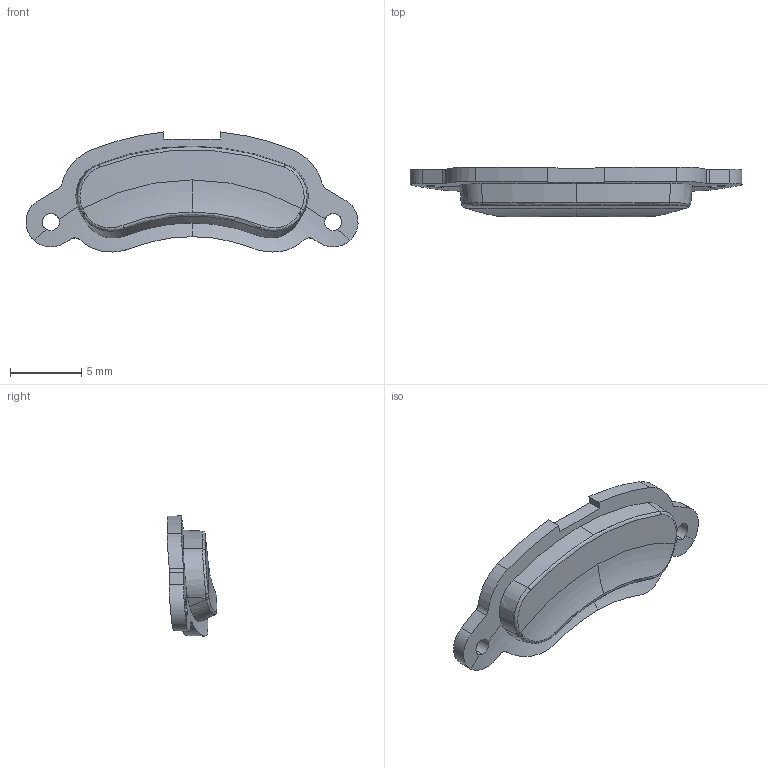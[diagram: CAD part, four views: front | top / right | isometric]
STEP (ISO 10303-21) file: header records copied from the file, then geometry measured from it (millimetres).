
FILE_DESCRIPTION (( 'STEP AP214' ), '1' );
FILE_NAME ('3.STEP', '2022-12-12T11:29:48', ( '' ), ( '' ), 'SwSTEP 2.0', 'SolidWorks 2020', '' );
FILE_SCHEMA (( 'AUTOMOTIVE_DESIGN' ));
Length unit declared in the file: millimetre
Products named in the file (1): 3
Bounding box: 23.31 x 3.49 x 8.43 mm (x, y, z)
Volume: 165.8 mm3; surface area: 420.5 mm2
Topology: 1 solids, 1 shells, 86 faces, 242 edges, 154 vertices
Faces by surface type: bspline 52, torus 17, cone 6, cylinder 4, sphere 4, plane 3
Entity records: 4575 total; most frequent: CARTESIAN_POINT 2740, ORIENTED_EDGE 484, DIRECTION 245, EDGE_CURVE 242, VERTEX_POINT 154, B_SPLINE_CURVE_WITH_KNOTS 137, AXIS2_PLACEMENT_3D 113, ADVANCED_FACE 86
